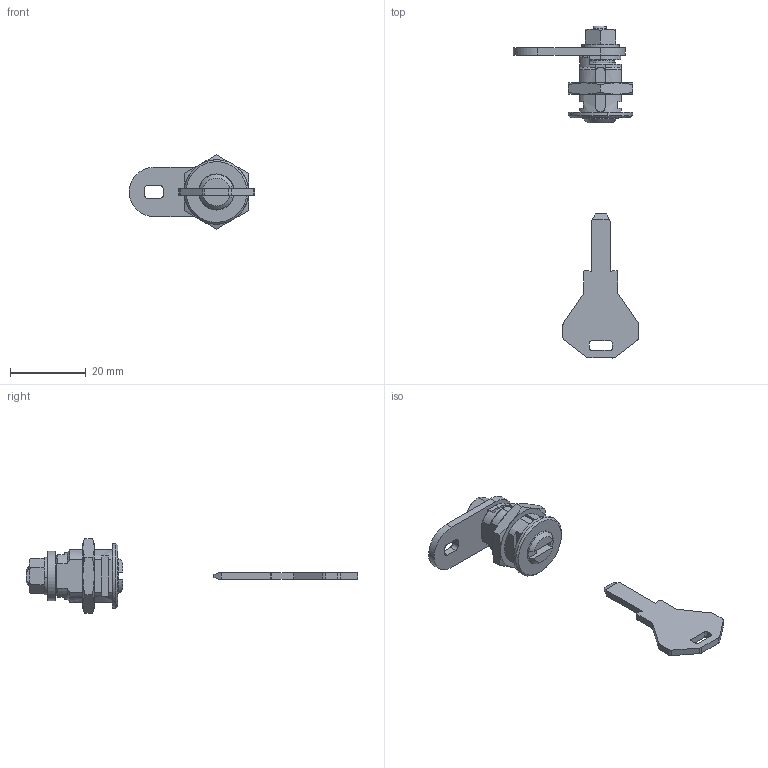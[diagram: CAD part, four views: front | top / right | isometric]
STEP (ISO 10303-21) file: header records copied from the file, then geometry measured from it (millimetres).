
FILE_DESCRIPTION((''),'2;1');
FILE_NAME('','2006-11-10T09:54:19',(''),(''),'','CADfix','');
FILE_SCHEMA(('AUTOMOTIVE_DESIGN'));
Length unit declared in the file: millimetre
Products named in the file (8): nut_B; washer; nut_A; lock; key; control_cam; cam; TL_348_2_23491_36
Assembly tree (7 placements, depth 2):
  TL_348_2_23491_36
    nut_B
    washer
    nut_A
    lock
    key
    control_cam
    cam
Bounding box: 33.11 x 87.57 x 19.63 mm (x, y, z)
Volume: 3944.2 mm3; surface area: 4445.9 mm2
Topology: 7 solids, 7 shells, 202 faces, 559 edges, 377 vertices
Faces by surface type: bspline 202
Entity records: 6883 total; most frequent: CARTESIAN_POINT 3506, ORIENTED_EDGE 1118, EDGE_CURVE 559, VERTEX_POINT 377, QUASI_UNIFORM_CURVE 300, EDGE_LOOP 222, FACE_OUTER_BOUND 202, ADVANCED_FACE 202
